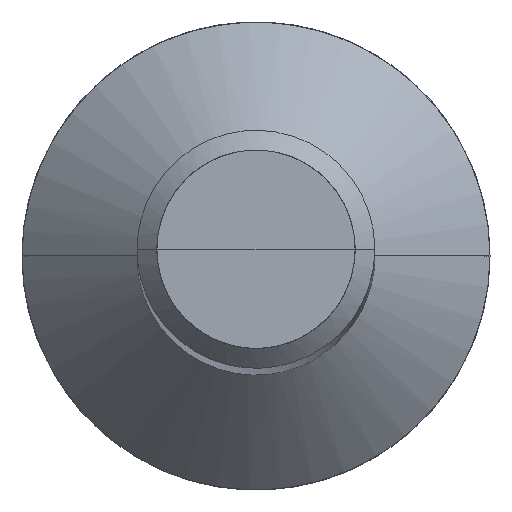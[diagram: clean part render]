
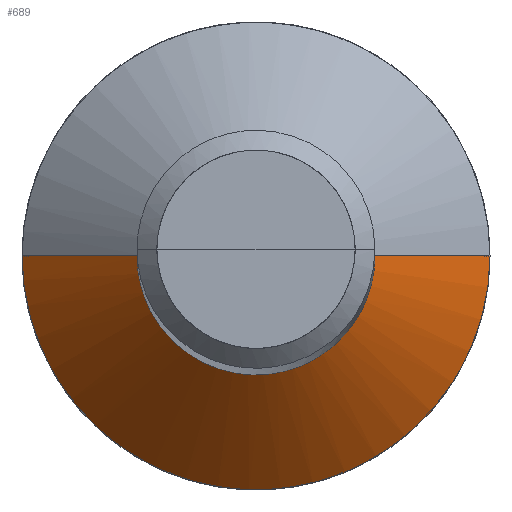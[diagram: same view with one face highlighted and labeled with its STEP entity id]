
A CAD part, top view. The second image highlights one B-rep face of the part: STEP entity #689.
In plain terms, the highlighted free-form (B-spline) face has degree [1, 2] with [2, 5] control points.
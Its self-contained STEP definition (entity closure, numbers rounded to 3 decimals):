
#109=CARTESIAN_POINT('',(0.0,-5.9,-4.0));
#201=CARTESIAN_POINT('',(5.9,0.0,-4.0));
#385=CARTESIAN_POINT('',(-5.9,0.0,-4.0));
#438=CARTESIAN_POINT('',(2.825,0.0,-0.925));
#442=CARTESIAN_POINT('',(-2.825,0.0,-0.925));
#454=CARTESIAN_POINT('',(-5.9,-5.9,-4.0));
#455=CARTESIAN_POINT('',(5.9,-5.9,-4.0));
#456=CARTESIAN_POINT('',(-2.825,-2.825,-0.925));
#457=CARTESIAN_POINT('',(0.0,-2.825,-0.925));
#458=CARTESIAN_POINT('',(2.825,-2.825,-0.925));
#670=(
BOUNDED_SURFACE()
B_SPLINE_SURFACE(1,2,(
(#385,#454,#109,#455,#201),
(#442,#456,#457,#458,#438)
), .UNSPECIFIED.,.F.,.F.,.F.)
B_SPLINE_SURFACE_WITH_KNOTS((2,2),(3,2,3),(
0.0,1.0),(
0.0,0.5,1.0), .UNSPECIFIED.)
GEOMETRIC_REPRESENTATION_ITEM()
RATIONAL_B_SPLINE_SURFACE(((1.0,0.707,1.0,0.707,1.0),
(1.0,0.707,1.0,0.707,1.0)
))
REPRESENTATION_ITEM('')
SURFACE()
);
#671=(
BOUNDED_CURVE()
B_SPLINE_CURVE(2,(#442,#456,#457,#458,#438),.UNSPECIFIED.,.F.,.F.)
B_SPLINE_CURVE_WITH_KNOTS((3,2,3),
(0.0,0.5,1.0),.UNSPECIFIED.)
CURVE()
GEOMETRIC_REPRESENTATION_ITEM()
RATIONAL_B_SPLINE_CURVE((1.0,0.707,1.0,0.707,1.0))
REPRESENTATION_ITEM('')
);
#672=(
BOUNDED_CURVE()
B_SPLINE_CURVE(1,(#438,#201),.UNSPECIFIED.,.F.,.F.)
B_SPLINE_CURVE_WITH_KNOTS((2,2),
(0.0,1.0),.UNSPECIFIED.)
CURVE()
GEOMETRIC_REPRESENTATION_ITEM()
RATIONAL_B_SPLINE_CURVE((1.0,1.0))
REPRESENTATION_ITEM('')
);
#673=(
BOUNDED_CURVE()
B_SPLINE_CURVE(2,(#201,#455,#109,#454,#385),.UNSPECIFIED.,.F.,.F.)
B_SPLINE_CURVE_WITH_KNOTS((3,2,3),
(0.0,0.5,1.0),.UNSPECIFIED.)
CURVE()
GEOMETRIC_REPRESENTATION_ITEM()
RATIONAL_B_SPLINE_CURVE((1.0,0.707,1.0,0.707,1.0))
REPRESENTATION_ITEM('')
);
#674=(
BOUNDED_CURVE()
B_SPLINE_CURVE(1,(#385,#442),.UNSPECIFIED.,.F.,.F.)
B_SPLINE_CURVE_WITH_KNOTS((2,2),
(0.0,1.0),.UNSPECIFIED.)
CURVE()
GEOMETRIC_REPRESENTATION_ITEM()
RATIONAL_B_SPLINE_CURVE((1.0,1.0))
REPRESENTATION_ITEM('')
);
#675=VERTEX_POINT('',#201);
#676=VERTEX_POINT('',#385);
#677=VERTEX_POINT('',#438);
#678=VERTEX_POINT('',#442);
#679=EDGE_CURVE('',#678,#677,#671,.T.);
#680=EDGE_CURVE('',#677,#675,#672,.T.);
#681=EDGE_CURVE('',#675,#676,#673,.T.);
#682=EDGE_CURVE('',#676,#678,#674,.T.);
#683=ORIENTED_EDGE('',*,*,#679,.T.);
#684=ORIENTED_EDGE('',*,*,#680,.T.);
#685=ORIENTED_EDGE('',*,*,#681,.T.);
#686=ORIENTED_EDGE('',*,*,#682,.T.);
#687=EDGE_LOOP('',(#683,#684,#685,#686));
#688=FACE_OUTER_BOUND('',#687,.T.);
#689=ADVANCED_FACE('',(#688),#670,.T.);
